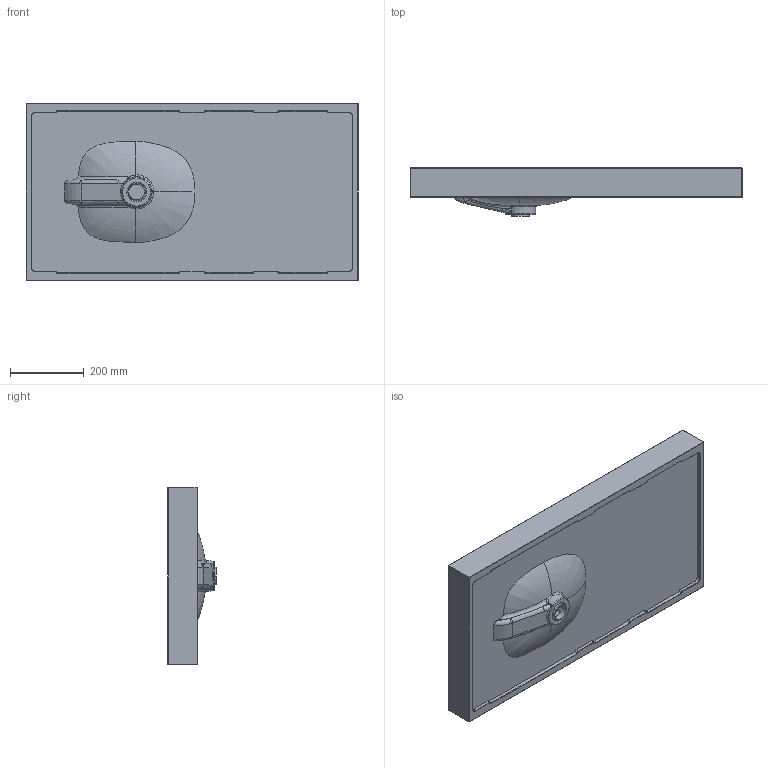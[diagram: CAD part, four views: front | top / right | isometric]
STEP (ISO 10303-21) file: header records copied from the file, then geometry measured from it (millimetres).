
FILE_DESCRIPTION((''),'2;1');
FILE_NAME('900_C_RENDER_ASM','2020-10-20T16:47:38',('ipelchen'),(''),'CREO PARAMETRIC BY PTC INC, 2018190','CREO PARAMETRIC BY PTC INC, 2018190','');
FILE_SCHEMA(('CONFIG_CONTROL_DESIGN'));
Length unit declared in the file: millimetre
Products named in the file (6): KADO_LUSSI_900_C_LIGHT; KADOLUSSI_WASTE_TESTING_ONLY__; KADOLUSSI_WASTE_TOPSEAL__; KADO_SS_CAP__; KADO_LUSSI_WASTE_ASM_ASM; 900_C_RENDER_ASM
Assembly tree (5 placements, depth 3):
  900_C_RENDER_ASM
    KADO_LUSSI_900_C_LIGHT
    KADO_LUSSI_WASTE_ASM_ASM
      KADOLUSSI_WASTE_TESTING_ONLY__
      KADOLUSSI_WASTE_TOPSEAL__
      KADO_SS_CAP__
Bounding box: 900 x 130.55 x 480 mm (x, y, z)
Volume: 24609627.3 mm3; surface area: 1202200 mm2
Topology: 4 solids, 4 shells, 221 faces, 518 edges, 303 vertices
Faces by surface type: bspline 74, plane 54, cylinder 53, torus 15, cone 11, sphere 10, extrusion 4
Entity records: 12950 total; most frequent: CARTESIAN_POINT 8329, ORIENTED_EDGE 1032, DIRECTION 795, EDGE_CURVE 516, AXIS2_PLACEMENT_3D 313, VERTEX_POINT 303, EDGE_LOOP 233, FACE_OUTER_BOUND 221
